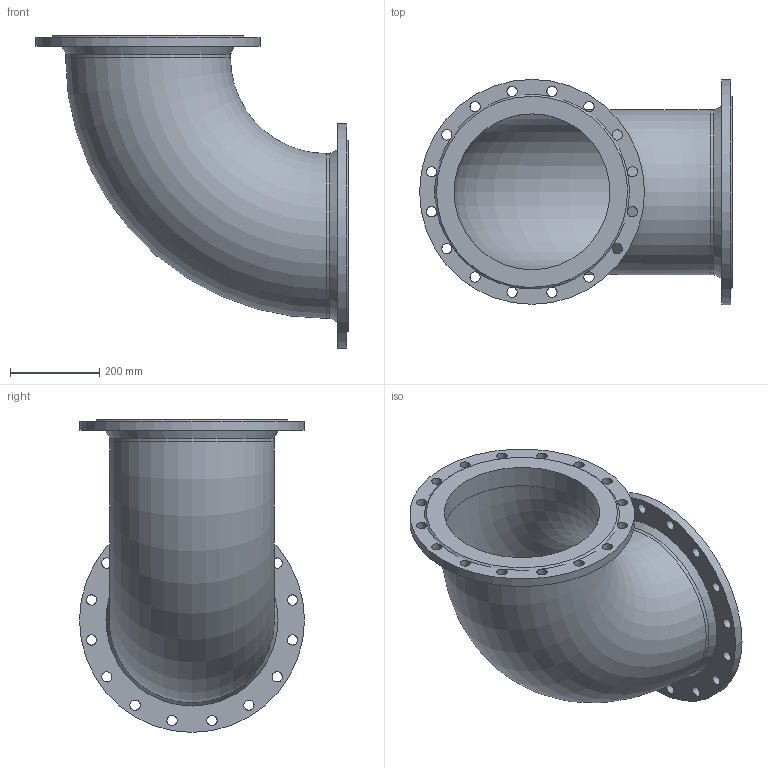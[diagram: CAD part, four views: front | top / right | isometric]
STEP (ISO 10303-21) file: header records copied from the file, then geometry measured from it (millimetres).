
FILE_DESCRIPTION (( 'STEP AP203' ), '1' );
FILE_NAME ('350-90-PN10.STEP', '2017-10-30T08:34:14', ( 'Windows User' ), ( 'AVK' ), 'SwSTEP 2.0', 'SolidWorks 2012', '' );
FILE_SCHEMA (( 'CONFIG_CONTROL_DESIGN' ));
Length unit declared in the file: millimetre
Products named in the file (1): 350-90-PN10
Bounding box: 702.5 x 505 x 702.5 mm (x, y, z)
Volume: 12406231.7 mm3; surface area: 2060992.1 mm2
Topology: 1 solids, 1 shells, 50 faces, 192 edges, 116 vertices
Faces by surface type: cylinder 38, plane 6, cone 4, torus 2
Full cylindrical faces by diameter (mm): 23 x32, 350 x2, 370.4 x2, 505 x2
Entity records: 1705 total; most frequent: DIRECTION 326, CARTESIAN_POINT 243, ORIENTED_EDGE 224, AXIS2_PLACEMENT_3D 163, EDGE_LOOP 132, EDGE_CURVE 112, CIRCLE 112, FACE_OUTER_BOUND 90
